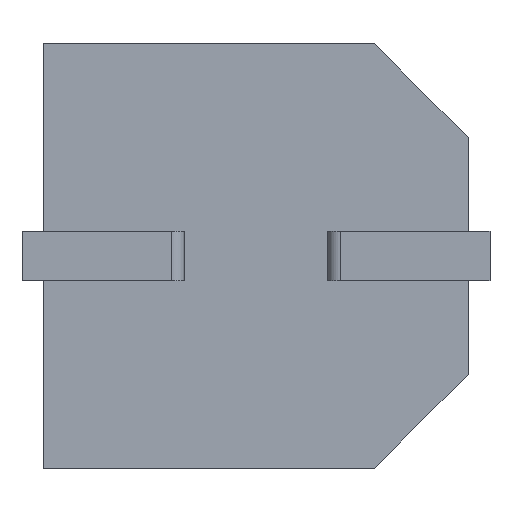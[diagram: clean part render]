
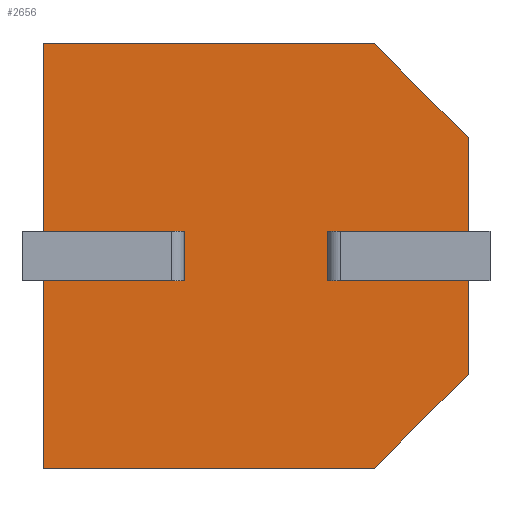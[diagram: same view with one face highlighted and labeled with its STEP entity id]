
A CAD part, front view. The second image highlights one B-rep face of the part: STEP entity #2656.
In plain terms, the highlighted planar face has unit normal (0, -1, 0).
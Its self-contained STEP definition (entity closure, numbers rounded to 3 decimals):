
#12 = VERTEX_POINT ( 'NONE', #829 ) ;
#66 = VECTOR ( 'NONE', #1792, 1000. ) ;
#129 = ORIENTED_EDGE ( 'NONE', *, *, #1079, .T. ) ;
#130 = ORIENTED_EDGE ( 'NONE', *, *, #736, .F. ) ;
#166 = ORIENTED_EDGE ( 'NONE', *, *, #976, .T. ) ;
#187 = DIRECTION ( 'NONE',  ( 0., 0., 1. ) ) ;
#203 = ORIENTED_EDGE ( 'NONE', *, *, #3391, .T. ) ;
#249 = VERTEX_POINT ( 'NONE', #1790 ) ;
#255 = EDGE_CURVE ( 'NONE', #12, #2242, #3028, .T. ) ;
#262 = VERTEX_POINT ( 'NONE', #2816 ) ;
#278 = DIRECTION ( 'NONE',  ( 1., 0., 0. ) ) ;
#294 = LINE ( 'NONE', #2907, #2640 ) ;
#298 = CARTESIAN_POINT ( 'NONE',  ( 2.25, 0., -3. ) ) ;
#324 = CARTESIAN_POINT ( 'NONE',  ( 2.25, 0., -3. ) ) ;
#347 = CARTESIAN_POINT ( 'NONE',  ( 4.55, 0., -3. ) ) ;
#397 = CARTESIAN_POINT ( 'NONE',  ( 0., 0., 0. ) ) ;
#415 = LINE ( 'NONE', #3213, #3216 ) ;
#441 = CARTESIAN_POINT ( 'NONE',  ( 6.8, 0., 0. ) ) ;
#460 = VERTEX_POINT ( 'NONE', #540 ) ;
#475 = VECTOR ( 'NONE', #2410, 1000. ) ;
#501 = CARTESIAN_POINT ( 'NONE',  ( 0., 0., 0. ) ) ;
#502 = DIRECTION ( 'NONE',  ( 0., 0., 1. ) ) ;
#540 = CARTESIAN_POINT ( 'NONE',  ( 6.8, 0., -3.8 ) ) ;
#604 = VECTOR ( 'NONE', #278, 1000. ) ;
#617 = ORIENTED_EDGE ( 'NONE', *, *, #832, .T. ) ;
#656 = LINE ( 'NONE', #2042, #1154 ) ;
#734 = VERTEX_POINT ( 'NONE', #1707 ) ;
#736 = EDGE_CURVE ( 'NONE', #460, #3224, #3187, .T. ) ;
#760 = LINE ( 'NONE', #1568, #66 ) ;
#780 = CARTESIAN_POINT ( 'NONE',  ( 0., 0., -6.8 ) ) ;
#786 = CARTESIAN_POINT ( 'NONE',  ( 4.55, 0., -3.8 ) ) ;
#797 = DIRECTION ( 'NONE',  ( 0., 0., -1. ) ) ;
#829 = CARTESIAN_POINT ( 'NONE',  ( 6.8, 0., -1.499 ) ) ;
#832 = EDGE_CURVE ( 'NONE', #3142, #2359, #656, .T. ) ;
#929 = LINE ( 'NONE', #2865, #475 ) ;
#957 = DIRECTION ( 'NONE',  ( 0.707, 0., 0.707 ) ) ;
#976 = EDGE_CURVE ( 'NONE', #1876, #734, #294, .T. ) ;
#993 = AXIS2_PLACEMENT_3D ( 'NONE', #2602, #3154, #502 ) ;
#1043 = ORIENTED_EDGE ( 'NONE', *, *, #2185, .F. ) ;
#1079 = EDGE_CURVE ( 'NONE', #2359, #2242, #415, .T. ) ;
#1125 = LINE ( 'NONE', #2322, #1639 ) ;
#1128 = ORIENTED_EDGE ( 'NONE', *, *, #255, .F. ) ;
#1149 = ORIENTED_EDGE ( 'NONE', *, *, #1399, .F. ) ;
#1154 = VECTOR ( 'NONE', #1222, 1000. ) ;
#1180 = VECTOR ( 'NONE', #1345, 1000. ) ;
#1222 = DIRECTION ( 'NONE',  ( 0., 0., 1. ) ) ;
#1331 = CARTESIAN_POINT ( 'NONE',  ( 6.8, 0., -3. ) ) ;
#1345 = DIRECTION ( 'NONE',  ( -1., 0., 0. ) ) ;
#1399 = EDGE_CURVE ( 'NONE', #1876, #2321, #1125, .T. ) ;
#1467 = CARTESIAN_POINT ( 'NONE',  ( 6.8, 0., 0. ) ) ;
#1568 = CARTESIAN_POINT ( 'NONE',  ( 0., 0., 0. ) ) ;
#1587 = DIRECTION ( 'NONE',  ( 1., 0., 0. ) ) ;
#1620 = EDGE_LOOP ( 'NONE', ( #3306, #617, #129, #1128, #2611, #1848, #2634, #1043, #1149, #166, #203, #1794, #2843, #130 ) ) ;
#1639 = VECTOR ( 'NONE', #187, 1000. ) ;
#1707 = CARTESIAN_POINT ( 'NONE',  ( 0., 0., -3.8 ) ) ;
#1720 = DIRECTION ( 'NONE',  ( 0., 0., -1. ) ) ;
#1724 = LINE ( 'NONE', #786, #604 ) ;
#1747 = VECTOR ( 'NONE', #1720, 1000. ) ;
#1790 = CARTESIAN_POINT ( 'NONE',  ( 5.301, 0., 0. ) ) ;
#1792 = DIRECTION ( 'NONE',  ( 0., 0., -1. ) ) ;
#1794 = ORIENTED_EDGE ( 'NONE', *, *, #3367, .T. ) ;
#1848 = ORIENTED_EDGE ( 'NONE', *, *, #1950, .F. ) ;
#1876 = VERTEX_POINT ( 'NONE', #3063 ) ;
#1887 = VERTEX_POINT ( 'NONE', #397 ) ;
#1900 = LINE ( 'NONE', #298, #1180 ) ;
#1950 = EDGE_CURVE ( 'NONE', #1887, #249, #2255, .T. ) ;
#2024 = DIRECTION ( 'NONE',  ( 0., 0., -1. ) ) ;
#2029 = EDGE_CURVE ( 'NONE', #1887, #262, #760, .T. ) ;
#2041 = VERTEX_POINT ( 'NONE', #3381 ) ;
#2042 = CARTESIAN_POINT ( 'NONE',  ( 4.55, 0., -3.8 ) ) ;
#2089 = VECTOR ( 'NONE', #797, 1000. ) ;
#2176 = VECTOR ( 'NONE', #2024, 1000. ) ;
#2185 = EDGE_CURVE ( 'NONE', #2321, #262, #1900, .T. ) ;
#2242 = VERTEX_POINT ( 'NONE', #1331 ) ;
#2248 = LINE ( 'NONE', #780, #2856 ) ;
#2255 = LINE ( 'NONE', #3316, #2820 ) ;
#2275 = CARTESIAN_POINT ( 'NONE',  ( 6.8, 0., -5.301 ) ) ;
#2297 = DIRECTION ( 'NONE',  ( 1., 0., 0. ) ) ;
#2321 = VERTEX_POINT ( 'NONE', #324 ) ;
#2322 = CARTESIAN_POINT ( 'NONE',  ( 2.25, 0., -3.8 ) ) ;
#2350 = CARTESIAN_POINT ( 'NONE',  ( 0., 0., -6.8 ) ) ;
#2359 = VERTEX_POINT ( 'NONE', #347 ) ;
#2392 = DIRECTION ( 'NONE',  ( -1., 0., 0. ) ) ;
#2410 = DIRECTION ( 'NONE',  ( -0.707, 0., 0.707 ) ) ;
#2511 = CARTESIAN_POINT ( 'NONE',  ( 4.55, 0., -3.8 ) ) ;
#2602 = CARTESIAN_POINT ( 'NONE',  ( 0., 0., 0. ) ) ;
#2605 = VECTOR ( 'NONE', #957, 1000. ) ;
#2611 = ORIENTED_EDGE ( 'NONE', *, *, #2921, .T. ) ;
#2634 = ORIENTED_EDGE ( 'NONE', *, *, #2029, .T. ) ;
#2640 = VECTOR ( 'NONE', #2392, 1000. ) ;
#2656 = ADVANCED_FACE ( 'NONE', ( #3346 ), #3390, .F. ) ;
#2816 = CARTESIAN_POINT ( 'NONE',  ( 0., 0., -3. ) ) ;
#2820 = VECTOR ( 'NONE', #2297, 1000. ) ;
#2843 = ORIENTED_EDGE ( 'NONE', *, *, #3340, .T. ) ;
#2856 = VECTOR ( 'NONE', #1587, 1000. ) ;
#2865 = CARTESIAN_POINT ( 'NONE',  ( 5.301, 0., 0. ) ) ;
#2907 = CARTESIAN_POINT ( 'NONE',  ( 2.25, 0., -3.8 ) ) ;
#2910 = EDGE_CURVE ( 'NONE', #3142, #460, #1724, .T. ) ;
#2921 = EDGE_CURVE ( 'NONE', #12, #249, #929, .T. ) ;
#2942 = LINE ( 'NONE', #2275, #2605 ) ;
#3028 = LINE ( 'NONE', #441, #2176 ) ;
#3063 = CARTESIAN_POINT ( 'NONE',  ( 2.25, 0., -3.8 ) ) ;
#3069 = CARTESIAN_POINT ( 'NONE',  ( 6.8, 0., -5.301 ) ) ;
#3108 = LINE ( 'NONE', #501, #2089 ) ;
#3142 = VERTEX_POINT ( 'NONE', #2511 ) ;
#3154 = DIRECTION ( 'NONE',  ( 0., 1., 0. ) ) ;
#3187 = LINE ( 'NONE', #1467, #1747 ) ;
#3205 = DIRECTION ( 'NONE',  ( 1., 0., 0. ) ) ;
#3213 = CARTESIAN_POINT ( 'NONE',  ( 4.55, 0., -3. ) ) ;
#3216 = VECTOR ( 'NONE', #3205, 1000. ) ;
#3224 = VERTEX_POINT ( 'NONE', #3069 ) ;
#3306 = ORIENTED_EDGE ( 'NONE', *, *, #2910, .F. ) ;
#3316 = CARTESIAN_POINT ( 'NONE',  ( 0., 0., 0. ) ) ;
#3340 = EDGE_CURVE ( 'NONE', #2041, #3224, #2942, .T. ) ;
#3346 = FACE_OUTER_BOUND ( 'NONE', #1620, .T. ) ;
#3367 = EDGE_CURVE ( 'NONE', #3392, #2041, #2248, .T. ) ;
#3381 = CARTESIAN_POINT ( 'NONE',  ( 5.301, 0., -6.8 ) ) ;
#3390 = PLANE ( 'NONE',  #993 ) ;
#3391 = EDGE_CURVE ( 'NONE', #734, #3392, #3108, .T. ) ;
#3392 = VERTEX_POINT ( 'NONE', #2350 ) ;
